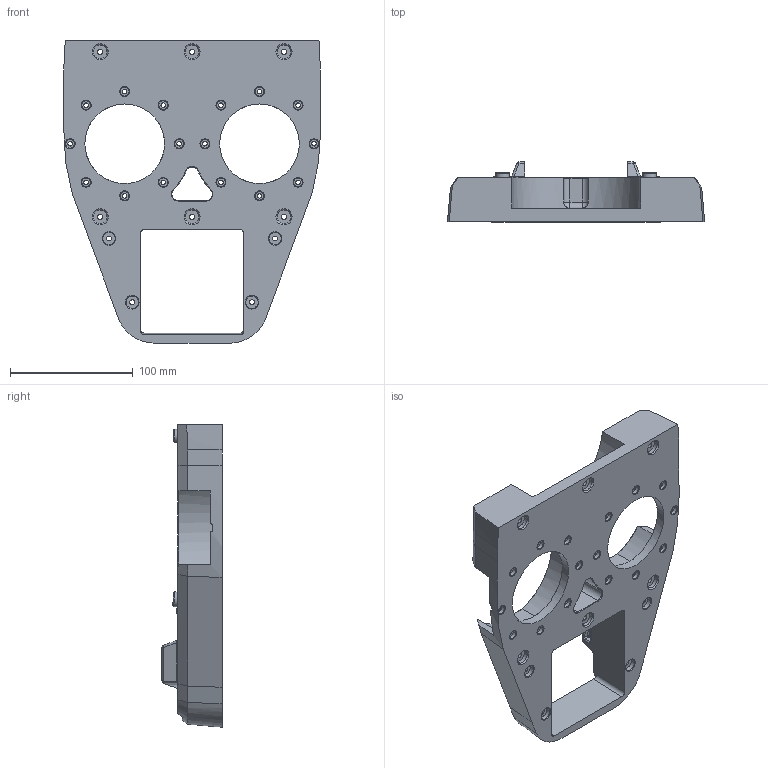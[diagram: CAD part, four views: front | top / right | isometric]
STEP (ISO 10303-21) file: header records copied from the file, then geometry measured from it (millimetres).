
FILE_DESCRIPTION(('HOOPS Exchange Step'),'2;1');
FILE_NAME('temp_export','2025-05-23T12:44:50+08:00',('tony'),('Shapr3D Limited'),'HOOPS Exchange 2024.8','Shapr3D','Authorized');
FILE_SCHEMA( ('AP242_MANAGED_MODEL_BASED_3D_ENGINEERING_MIM_LF {1 0 10303 442 1 1 4}') );
Length unit declared in the file: millimetre
Products named in the file (2): 小型双足机器人-下壳; root
Assembly tree (1 placements, depth 2):
  root
    小型双足机器人-下壳
Bounding box: 209.87 x 49 x 246.73 mm (x, y, z)
Volume: 691258.5 mm3; surface area: 127525.9 mm2
Topology: 1 solids, 1 shells, 564 faces, 1329 edges, 808 vertices
Faces by surface type: cylinder 191, plane 170, bspline 90, cone 75, torus 24, sphere 14
Full cylindrical faces by diameter (mm): 3.7 x16, 4 x4, 4.3 x8, 5.3 x2, 5.6 x2, 6.3 x2, 7.1 x16, 8 x10, 10.1 x4, 11 x2, 11.1 x6, 12 x2, 65 x2
Entity records: 20980 total; most frequent: CARTESIAN_POINT 8460, ORIENTED_EDGE 2640, DIRECTION 2496, EDGE_CURVE 1320, AXIS2_PLACEMENT_3D 995, VERTEX_POINT 805, EDGE_LOOP 671, FACE_BOUND 671
